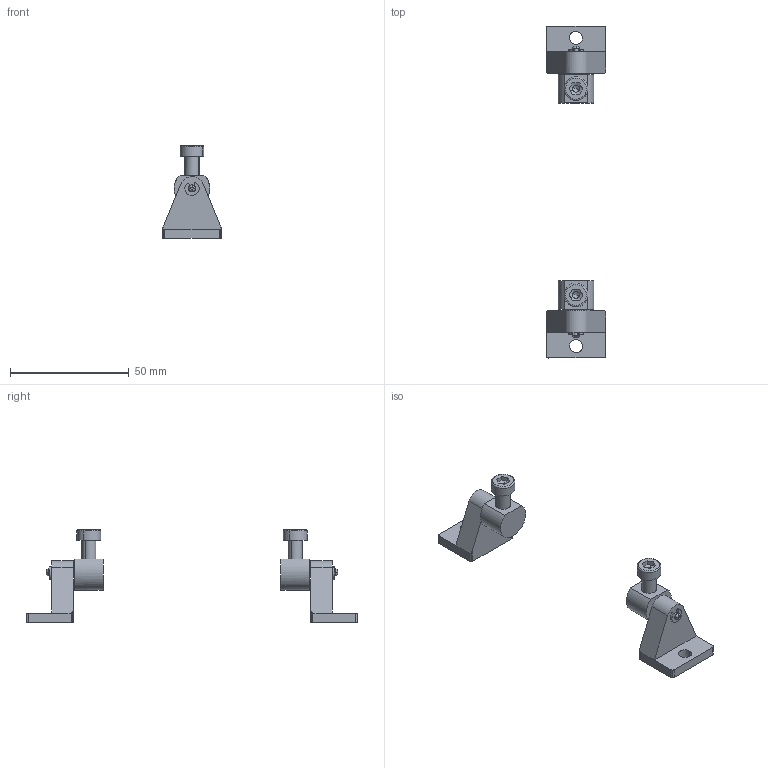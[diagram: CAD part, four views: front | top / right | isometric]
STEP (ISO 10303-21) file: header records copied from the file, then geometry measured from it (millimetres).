
FILE_DESCRIPTION(('CATIA V5 STEP Exchange','CAx-IF Rec.Pracs.--- Model Styling and Organization---1.4--- 2014-01-23'),'2;1');
FILE_NAME ('478273-1_1_2614220000_2614220000.stp','2019-06-26T05:46:25+00:00',('none'),('Weidmueller'),'CATIA Version 5-6 Release 2016 SP3 HF44','CATIA V5 STEP AP214','none');
FILE_SCHEMA(('AUTOMOTIVE_DESIGN { 1 0 10303 214 1 1 1 1 }'));
Length unit declared in the file: millimetre
Products named in the file (1): 2614220000
Bounding box: 25 x 140 x 39.21 mm (x, y, z)
Volume: 15038 mm3; surface area: 7618.1 mm2
Topology: 2 solids, 4 shells, 162 faces, 412 edges, 264 vertices
Faces by surface type: cylinder 70, plane 52, cone 24, bspline 8, torus 8
Entity records: 5234 total; most frequent: CARTESIAN_POINT 1645, ORIENTED_EDGE 808, DIRECTION 584, EDGE_CURVE 404, AXIS2_PLACEMENT_3D 271, VERTEX_POINT 264, EDGE_LOOP 180, VECTOR 176
